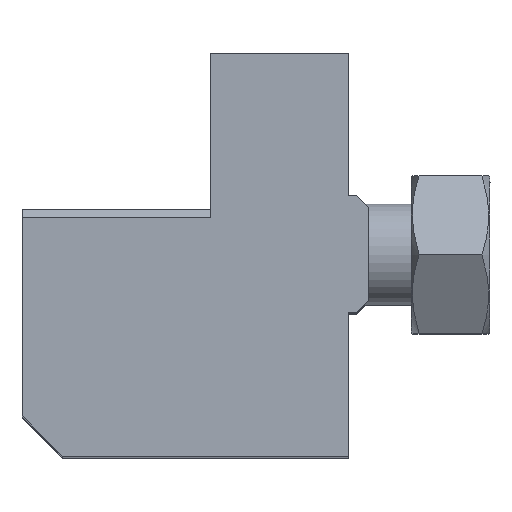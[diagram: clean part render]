
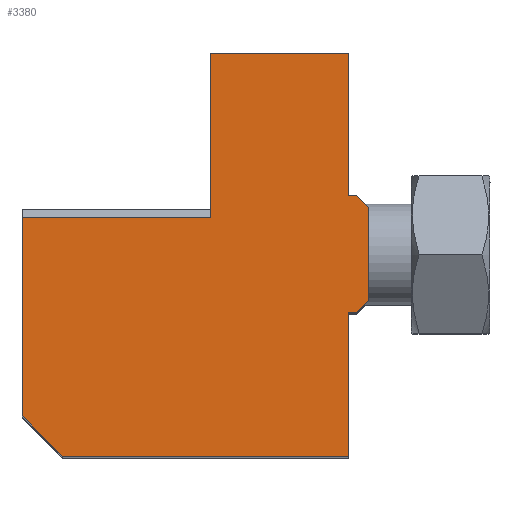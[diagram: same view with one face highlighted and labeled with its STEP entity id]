
A CAD part, top view. The second image highlights one B-rep face of the part: STEP entity #3380.
In plain terms, the highlighted planar face has unit normal (0, 0, 1).
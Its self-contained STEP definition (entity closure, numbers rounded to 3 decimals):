
#200=PLANE('',#3656);
#373=FACE_OUTER_BOUND('',#582,.T.);
#582=EDGE_LOOP('',(#2936,#2937,#2938,#2939,#2940,#2941,#2942,#2943,#2944,
#2945,#2946,#2947,#2948));
#973=LINE('',#7982,#1269);
#979=LINE('',#7993,#1275);
#999=LINE('',#8052,#1295);
#1008=LINE('',#8091,#1304);
#1011=LINE('',#8102,#1307);
#1020=LINE('',#8151,#1316);
#1035=LINE('',#8223,#1331);
#1038=LINE('',#8229,#1334);
#1040=LINE('',#8234,#1336);
#1041=LINE('',#8236,#1337);
#1042=LINE('',#8239,#1338);
#1043=LINE('',#8241,#1339);
#1044=LINE('',#8242,#1340);
#1269=VECTOR('',#4126,10.);
#1275=VECTOR('',#4134,10.);
#1295=VECTOR('',#4184,10.);
#1304=VECTOR('',#4213,10.);
#1307=VECTOR('',#4222,10.);
#1316=VECTOR('',#4263,10.);
#1331=VECTOR('',#4332,10.);
#1334=VECTOR('',#4339,10.);
#1336=VECTOR('',#4345,10.);
#1337=VECTOR('',#4348,10.);
#1338=VECTOR('',#4351,10.);
#1339=VECTOR('',#4352,10.);
#1340=VECTOR('',#4353,10.);
#1588=VERTEX_POINT('',#7979);
#1589=VERTEX_POINT('',#7981);
#1593=VERTEX_POINT('',#7991);
#1617=VERTEX_POINT('',#8051);
#1632=VERTEX_POINT('',#8088);
#1633=VERTEX_POINT('',#8090);
#1638=VERTEX_POINT('',#8100);
#1654=VERTEX_POINT('',#8148);
#1655=VERTEX_POINT('',#8150);
#1671=VERTEX_POINT('',#8227);
#1672=VERTEX_POINT('',#8232);
#1673=VERTEX_POINT('',#8238);
#1674=VERTEX_POINT('',#8240);
#1992=EDGE_CURVE('',#1588,#1589,#973,.T.);
#1998=EDGE_CURVE('',#1593,#1588,#979,.T.);
#2027=EDGE_CURVE('',#1589,#1617,#999,.T.);
#2045=EDGE_CURVE('',#1632,#1633,#1008,.T.);
#2051=EDGE_CURVE('',#1638,#1593,#1011,.T.);
#2074=EDGE_CURVE('',#1654,#1655,#1020,.F.);
#2105=EDGE_CURVE('',#1633,#1654,#1035,.F.);
#2108=EDGE_CURVE('',#1671,#1638,#1038,.F.);
#2110=EDGE_CURVE('',#1672,#1671,#1040,.F.);
#2111=EDGE_CURVE('',#1655,#1672,#1041,.F.);
#2112=EDGE_CURVE('',#1673,#1632,#1042,.F.);
#2113=EDGE_CURVE('',#1674,#1673,#1043,.F.);
#2114=EDGE_CURVE('',#1617,#1674,#1044,.T.);
#2936=ORIENTED_EDGE('',*,*,#1992,.F.);
#2937=ORIENTED_EDGE('',*,*,#1998,.F.);
#2938=ORIENTED_EDGE('',*,*,#2051,.F.);
#2939=ORIENTED_EDGE('',*,*,#2108,.F.);
#2940=ORIENTED_EDGE('',*,*,#2110,.F.);
#2941=ORIENTED_EDGE('',*,*,#2111,.F.);
#2942=ORIENTED_EDGE('',*,*,#2074,.F.);
#2943=ORIENTED_EDGE('',*,*,#2105,.F.);
#2944=ORIENTED_EDGE('',*,*,#2045,.F.);
#2945=ORIENTED_EDGE('',*,*,#2112,.F.);
#2946=ORIENTED_EDGE('',*,*,#2113,.F.);
#2947=ORIENTED_EDGE('',*,*,#2114,.F.);
#2948=ORIENTED_EDGE('',*,*,#2027,.F.);
#3380=ADVANCED_FACE('',(#373),#200,.F.);
#3656=AXIS2_PLACEMENT_3D('',#8237,#4349,#4350);
#4126=DIRECTION('',(-0.707,0.707,0.));
#4134=DIRECTION('',(-1.,0.,0.));
#4184=DIRECTION('',(0.,1.,0.));
#4213=DIRECTION('',(0.,-1.,0.));
#4222=DIRECTION('',(0.,-1.,0.));
#4263=DIRECTION('',(-0.707,0.707,0.));
#4332=DIRECTION('',(-1.,0.,0.));
#4339=DIRECTION('',(1.,0.,0.));
#4345=DIRECTION('',(0.707,0.707,0.));
#4348=DIRECTION('',(0.,1.,0.));
#4349=DIRECTION('center_axis',(0.,0.,
-1.));
#4350=DIRECTION('ref_axis',(0.,-1.,0.));
#4351=DIRECTION('',(-1.,0.,0.));
#4352=DIRECTION('',(0.,-1.,0.));
#4353=DIRECTION('',(1.,0.,0.));
#7979=CARTESIAN_POINT('',(-24.218,-15.,30.001));
#7981=CARTESIAN_POINT('',(-26.218,-13.,30.001));
#7982=CARTESIAN_POINT('',(-44.926,5.708,30.001));
#7991=CARTESIAN_POINT('',(-10.101,-15.,30.001));
#7993=CARTESIAN_POINT('',(-95.051,-15.,30.001));
#8051=CARTESIAN_POINT('',(-26.218,-3.2,30.001));
#8052=CARTESIAN_POINT('',(-26.218,-5.,30.001));
#8088=CARTESIAN_POINT('',(-10.101,4.9,30.001));
#8090=CARTESIAN_POINT('',(-10.101,-2.1,30.001));
#8091=CARTESIAN_POINT('',(-10.101,-2.4,30.001));
#8100=CARTESIAN_POINT('',(-10.101,-7.9,30.001));
#8102=CARTESIAN_POINT('',(-10.101,-2.4,30.001));
#8148=CARTESIAN_POINT('',(-9.701,-2.1,30.001));
#8150=CARTESIAN_POINT('',(-9.101,-2.7,30.001));
#8151=CARTESIAN_POINT('',(-30.163,18.363,30.001));
#8223=CARTESIAN_POINT('',(-52.576,-2.1,30.001));
#8227=CARTESIAN_POINT('',(-9.701,-7.9,30.001));
#8229=CARTESIAN_POINT('',(-52.076,-7.9,30.001));
#8232=CARTESIAN_POINT('',(-9.101,-7.3,30.001));
#8234=CARTESIAN_POINT('',(-30.163,-28.363,30.001));
#8236=CARTESIAN_POINT('',(-9.101,-3.55,30.001));
#8237=CARTESIAN_POINT('Origin',(-95.051,-5.,30.001));
#8238=CARTESIAN_POINT('',(-16.901,4.9,30.001));
#8239=CARTESIAN_POINT('',(-54.076,4.9,30.001));
#8240=CARTESIAN_POINT('',(-16.901,-3.2,30.001));
#8241=CARTESIAN_POINT('',(-16.901,-5.,30.001));
#8242=CARTESIAN_POINT('',(-95.051,-3.2,30.001));
